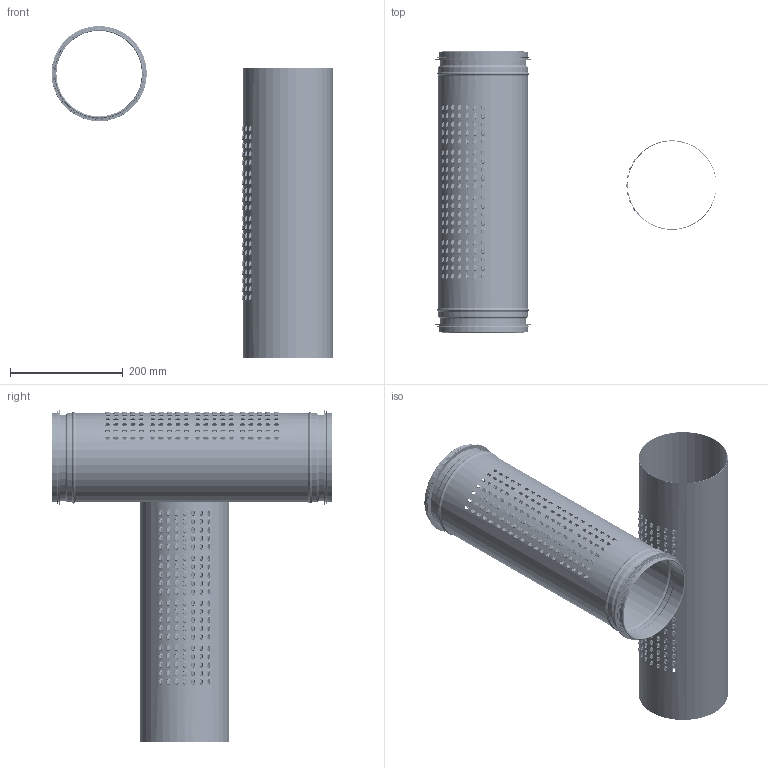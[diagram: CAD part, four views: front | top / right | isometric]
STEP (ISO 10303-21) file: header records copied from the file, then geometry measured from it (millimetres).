
FILE_DESCRIPTION(/* description */ ('Dysdon Ovala dysan 4x8'),/* implementation_level */ '2;1');
FILE_NAME(/* name */ 'HINT-160-02-100.stp',/* time_stamp */ '2016-02-24T10:35:33+01:00',/* author */ ('John'),/* organization */ (''),/* preprocessor_version */ 'ST-DEVELOPER v15.6',/* originating_system */ 'Autodesk Inventor 2015',/* authorisation */ '');
FILE_SCHEMA (('AUTOMOTIVE_DESIGN { 1 0 10303 214 3 1 1 }'));
Products named in the file (4): HINT-160-02-rörämne; 999005; HINT-160-02; HINT-160-02-100
Assembly tree (4 placements, depth 2):
  HINT-160-02-100
    HINT-160-02-rörämne
    999005  x2
    HINT-160-02
Bounding box: 499.61 x 499.5 x 590.26 mm (x, y, z)
Volume: 292150.4 mm3; surface area: 1079009.8 mm2
Topology: 4 solids, 4 shells, 4856 faces, 11382 edges, 6820 vertices
Faces by surface type: bspline 2800, plane 1276, cylinder 728, torus 36, cone 16
Full cylindrical faces by diameter (mm): 152 x1, 152.16 x1, 153 x1, 153.16 x1, 155.4 x2, 157.4 x2, 158 x9, 158.4 x2, 159 x3, 164.4 x2, 169.4 x2
Entity records: 496775 total; most frequent: CARTESIAN_POINT 402627, ORIENTED_EDGE 22566, DIRECTION 12088, EDGE_CURVE 11283, VERTEX_POINT 6799, EDGE_LOOP 5748, LINE 5608, VECTOR 5608
